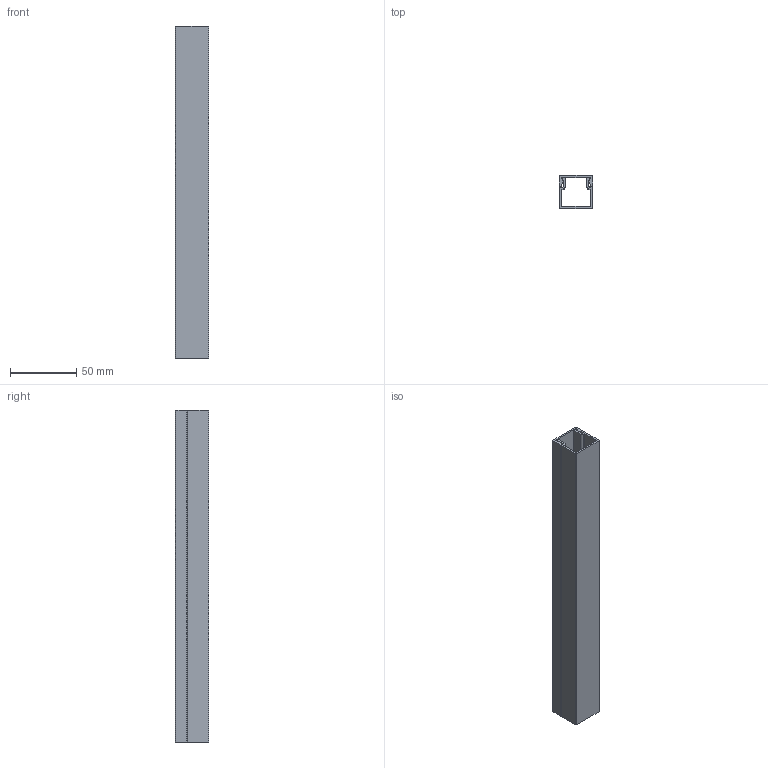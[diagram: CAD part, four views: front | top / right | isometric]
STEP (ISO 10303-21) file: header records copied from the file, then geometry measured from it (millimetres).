
FILE_DESCRIPTION (( 'STEP AP203' ), '1' );
FILE_NAME ('AGST5 FF2 25õ25 Ëîòîê êàáåëüíûé.STEP', '2023-07-19T12:11:03', ( '' ), ( '' ), 'SwSTEP 2.0', 'SolidWorks 2021', '' );
FILE_SCHEMA (( 'CONFIG_CONTROL_DESIGN' ));
Length unit declared in the file: millimetre
Products named in the file (3): AGST5 FF2 25õ25 Ëîòîê êàáåëüíûé; 1349_00; 1348_00
Assembly tree (2 placements, depth 2):
  AGST5 FF2 25õ25 Ëîòîê êàáåëüíûé
    1349_00
    1348_00
Bounding box: 25 x 25 x 250 mm (x, y, z)
Volume: 45037.7 mm3; surface area: 58553.4 mm2
Topology: 2 solids, 2 shells, 61 faces, 171 edges, 114 vertices
Faces by surface type: cylinder 31, plane 30
Entity records: 2292 total; most frequent: DIRECTION 365, CARTESIAN_POINT 351, ORIENTED_EDGE 342, EDGE_CURVE 171, AXIS2_PLACEMENT_3D 128, VERTEX_POINT 114, LINE 109, VECTOR 109
